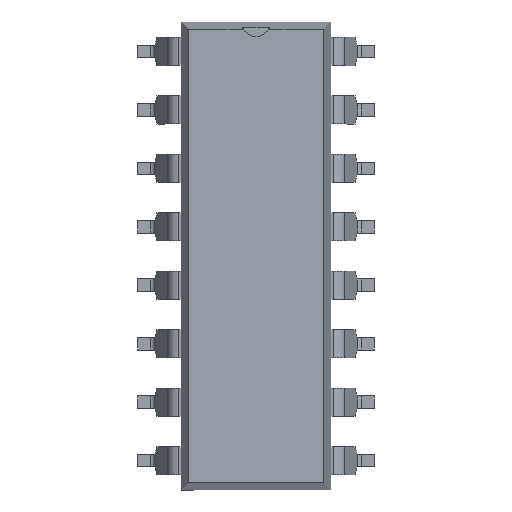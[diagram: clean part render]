
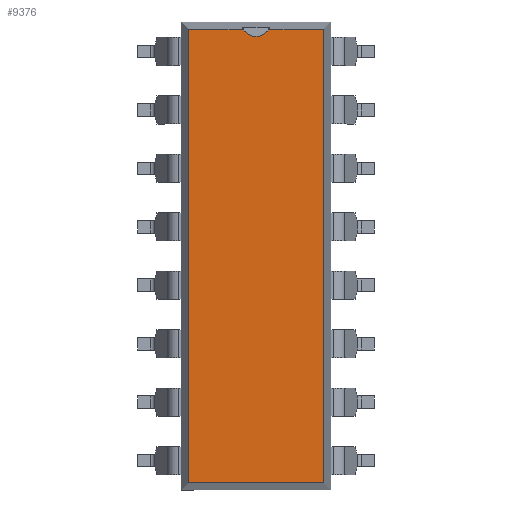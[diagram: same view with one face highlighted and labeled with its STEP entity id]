
A CAD part, top view. The second image highlights one B-rep face of the part: STEP entity #9376.
In plain terms, the highlighted planar face has unit normal (0, 0, 1).
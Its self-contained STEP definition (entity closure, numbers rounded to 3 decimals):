
#9235=CARTESIAN_POINT('',(-2.941,9.861,4.6));
#9236=VERTEX_POINT('',#9235);
#9244=CARTESIAN_POINT('',(-2.941,-9.861,4.6));
#9245=VERTEX_POINT('',#9244);
#9252=CARTESIAN_POINT('',(-2.941,9.861,4.6));
#9253=DIRECTION('',(0.0,-1.0,0.0));
#9254=VECTOR('',#9253,19.721);
#9255=LINE('',#9252,#9254);
#9256=EDGE_CURVE('',#9236,#9245,#9255,.T.);
#9266=CARTESIAN_POINT('',(2.941,9.861,4.6));
#9267=VERTEX_POINT('',#9266);
#9274=CARTESIAN_POINT('',(2.941,-9.861,4.6));
#9275=VERTEX_POINT('',#9274);
#9276=CARTESIAN_POINT('',(2.941,9.861,4.6));
#9277=DIRECTION('',(0.0,-1.0,0.0));
#9278=VECTOR('',#9277,19.721);
#9279=LINE('',#9276,#9278);
#9280=EDGE_CURVE('',#9267,#9275,#9279,.T.);
#9334=CARTESIAN_POINT('',(-2.941,-9.861,4.6));
#9335=DIRECTION('',(1.0,0.0,0.0));
#9336=VECTOR('',#9335,5.881);
#9337=LINE('',#9334,#9336);
#9338=EDGE_CURVE('',#9245,#9275,#9337,.T.);
#9343=CARTESIAN_POINT('',(-2.941,4.35,4.6));
#9344=DIRECTION('',(0.0,0.0,1.0));
#9345=DIRECTION('',(0.0,-1.0,0.0));
#9346=AXIS2_PLACEMENT_3D('',#9343,#9344,#9345);
#9347=PLANE('',#9346);
#9348=CARTESIAN_POINT('',(0.554,9.861,4.6));
#9349=VERTEX_POINT('',#9348);
#9350=CARTESIAN_POINT('',(-0.554,9.861,4.6));
#9351=VERTEX_POINT('',#9350);
#9352=CARTESIAN_POINT('',(0.,10.17,4.6));
#9353=DIRECTION('',(0.0,0.0,-1.0));
#9354=DIRECTION('',(1.0,0.0,0.0));
#9355=AXIS2_PLACEMENT_3D('',#9352,#9353,#9354);
#9356=CIRCLE('',#9355,0.635);
#9357=EDGE_CURVE('',#9349,#9351,#9356,.T.);
#9358=ORIENTED_EDGE('',*,*,#9357,.T.);
#9359=CARTESIAN_POINT('',(-0.554,9.861,4.6));
#9360=DIRECTION('',(-1.0,0.0,0.0));
#9361=VECTOR('',#9360,2.386);
#9362=LINE('',#9359,#9361);
#9363=EDGE_CURVE('',#9351,#9236,#9362,.T.);
#9364=ORIENTED_EDGE('',*,*,#9363,.T.);
#9365=ORIENTED_EDGE('',*,*,#9256,.T.);
#9366=ORIENTED_EDGE('',*,*,#9338,.T.);
#9367=ORIENTED_EDGE('',*,*,#9280,.F.);
#9368=CARTESIAN_POINT('',(2.941,9.861,4.6));
#9369=DIRECTION('',(-1.0,0.0,0.0));
#9370=VECTOR('',#9369,2.386);
#9371=LINE('',#9368,#9370);
#9372=EDGE_CURVE('',#9267,#9349,#9371,.T.);
#9373=ORIENTED_EDGE('',*,*,#9372,.T.);
#9374=EDGE_LOOP('',(#9358,#9364,#9365,#9366,#9367,#9373));
#9375=FACE_OUTER_BOUND('',#9374,.T.);
#9376=ADVANCED_FACE('',(#9375),#9347,.T.);
